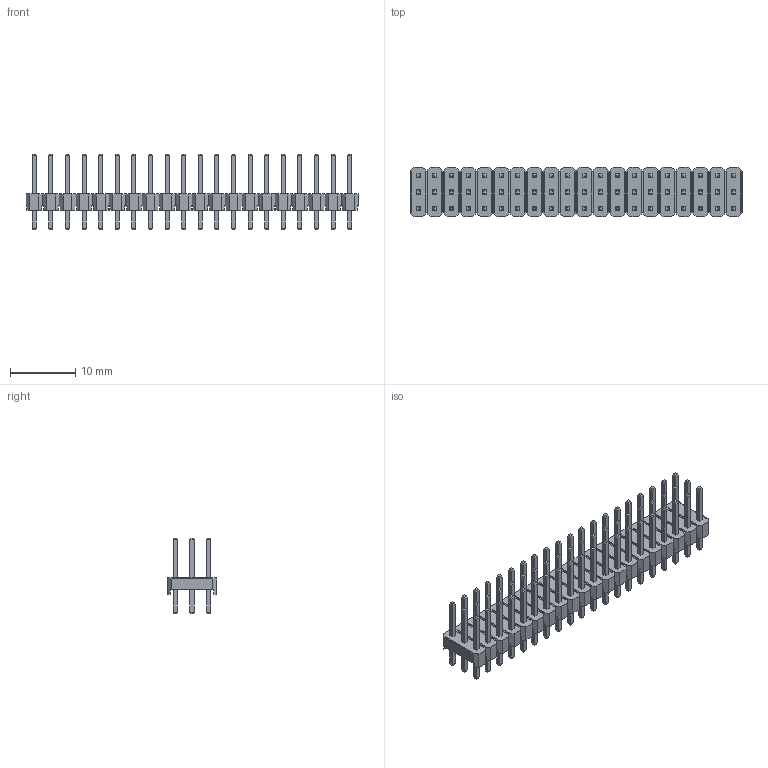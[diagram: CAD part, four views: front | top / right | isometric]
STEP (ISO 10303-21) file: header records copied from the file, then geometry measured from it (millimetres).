
FILE_DESCRIPTION(('STEP AP214'), '1');
FILE_NAME('PLT', '', ('UNSPECIFIED'), ('UNSPECIFIED'), 'ASCON STEP Converter 1.6', 'ASCON Math Kernel', '');
FILE_SCHEMA(('AUTOMOTIVE_DESIGN { 1 0 10303 214 3 1 1}'));
Length unit declared in the file: millimetre
Bounding box: 50.8 x 7.62 x 11.6 mm (x, y, z)
Volume: 926.8 mm3; surface area: 2603.1 mm2
Topology: 1 solids, 1 shells, 1387 faces, 3258 edges, 2012 vertices
Faces by surface type: plane 1387
Entity records: 49348 total; most frequent: CARTESIAN_POINT 6658, ORIENTED_EDGE 6516, DIRECTION 6034, EDGE_CURVE 3258, LINE 3258, VECTOR 3258, VERTEX_POINT 2012, FACE_BOUND 1526
